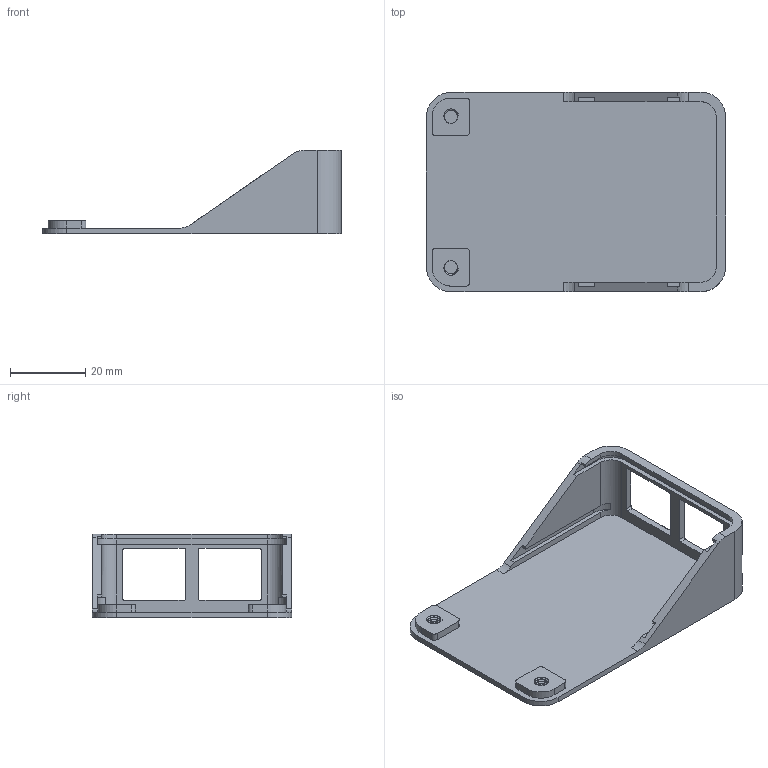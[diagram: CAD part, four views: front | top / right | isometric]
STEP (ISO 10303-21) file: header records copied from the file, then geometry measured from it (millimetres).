
FILE_DESCRIPTION(('FreeCAD Model'),'2;1');
FILE_NAME('Open CASCADE Shape Model','2023-11-19T10:20:14',(''),(''), 'Open CASCADE STEP processor 7.6','FreeCAD','Unknown');
FILE_SCHEMA(('AUTOMOTIVE_DESIGN { 1 0 10303 214 1 1 1 1 }'));
Length unit declared in the file: millimetre
Products named in the file (1): Case_Base
Bounding box: 79.5 x 53 x 22.23 mm (x, y, z)
Volume: 10081.7 mm3; surface area: 12656.8 mm2
Topology: 1 solids, 1 shells, 164 faces, 404 edges, 246 vertices
Faces by surface type: plane 60, cylinder 52, bspline 36, cone 8, torus 8
Full cylindrical faces by diameter (mm): 3.5 x8
Entity records: 8944 total; most frequent: CARTESIAN_POINT 5261, ORIENTED_EDGE 808, DIRECTION 680, EDGE_CURVE 404, VERTEX_POINT 246, AXIS2_PLACEMENT_3D 237, LINE 206, VECTOR 206
